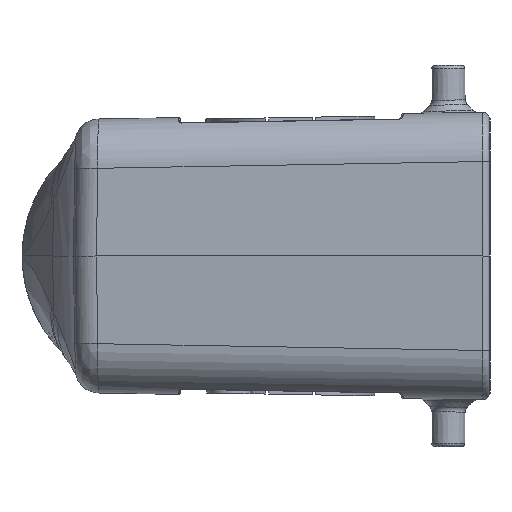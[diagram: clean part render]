
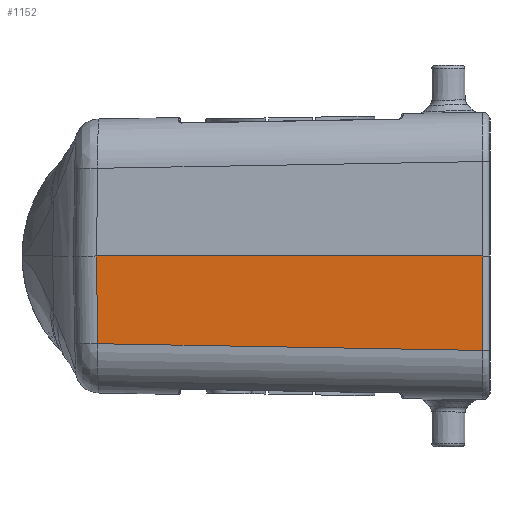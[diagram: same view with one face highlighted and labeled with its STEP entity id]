
A CAD part, left-side view. The second image highlights one B-rep face of the part: STEP entity #1152.
In plain terms, the highlighted planar face has unit normal (-1, 0.018, -0.017).
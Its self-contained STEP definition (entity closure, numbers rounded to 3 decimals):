
#661=FACE_OUTER_BOUND('',#2486,.T.);
#1152=ADVANCED_FACE('NONE',(#661),#1542,.T.);
#1542=PLANE('',#9115);
#2486=EDGE_LOOP('',(#4450,#4451,#4452,#4453));
#4450=ORIENTED_EDGE('',*,*,#6888,.T.);
#4451=ORIENTED_EDGE('',*,*,#6993,.T.);
#4452=ORIENTED_EDGE('',*,*,#7001,.F.);
#4453=ORIENTED_EDGE('',*,*,#7002,.F.);
#5850=VERTEX_POINT('',#16001);
#5855=VERTEX_POINT('',#16139);
#5930=VERTEX_POINT('',#17495);
#5936=VERTEX_POINT('',#17522);
#6888=EDGE_CURVE('NONE',#5855,#5850,#7840,.T.);
#6993=EDGE_CURVE('NONE',#5850,#5930,#7862,.T.);
#7001=EDGE_CURVE('NONE',#5936,#5930,#7863,.T.);
#7002=EDGE_CURVE('NONE',#5855,#5936,#7864,.T.);
#7840=LINE('',#16140,#8526);
#7862=LINE('',#17496,#8548);
#7863=LINE('',#17521,#8549);
#7864=LINE('',#17523,#8550);
#8526=VECTOR('',#10542,1.);
#8548=VECTOR('',#10696,1.);
#8549=VECTOR('',#10711,1.);
#8550=VECTOR('',#10712,1.);
#9115=AXIS2_PLACEMENT_3D('',#17524,#10713,#10714);
#10542=DIRECTION('',(0.017,-0.017,-1.));
#10696=DIRECTION('',(-0.017,-1.,-0.017));
#10711=DIRECTION('',(0.017,0.,-1.));
#10712=DIRECTION('',(-0.017,-1.,0.));
#10713=DIRECTION('',(-1.,0.017,-0.017));
#10714=DIRECTION('',(-0.017,-1.,0.));
#16001=CARTESIAN_POINT('',(-58.753,128.333,-13.114));
#16139=CARTESIAN_POINT('',(-58.978,128.562,0.));
#16140=CARTESIAN_POINT('',(-59.009,128.594,1.83));
#17495=CARTESIAN_POINT('',(-59.739,70.817,-14.118));
#17496=CARTESIAN_POINT('',(-59.748,70.291,-14.127));
#17521=CARTESIAN_POINT('',(-59.739,70.817,-14.14));
#17522=CARTESIAN_POINT('',(-59.986,70.818,0.));
#17523=CARTESIAN_POINT('',(-60.,70.007,0.));
#17524=CARTESIAN_POINT('',(-60.049,70.,2.835));
